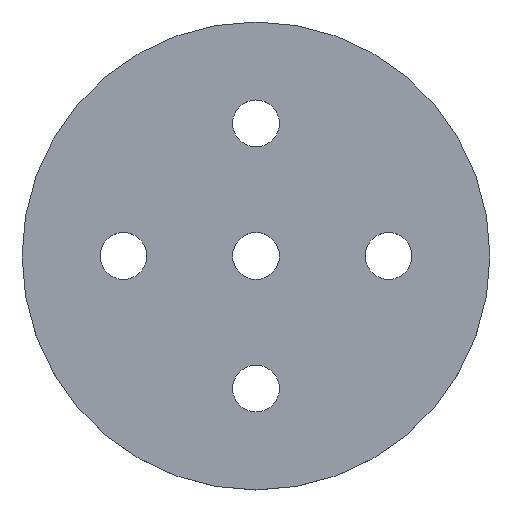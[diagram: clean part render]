
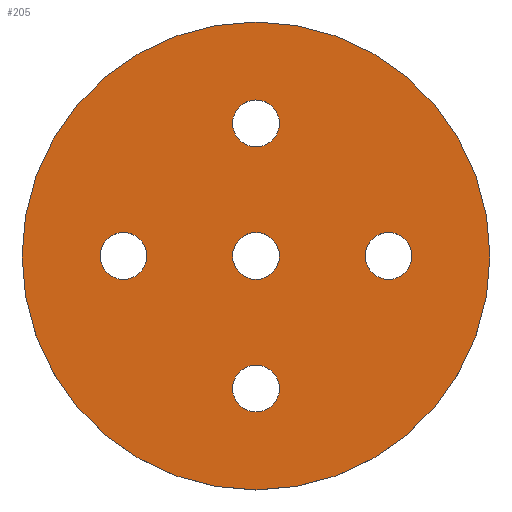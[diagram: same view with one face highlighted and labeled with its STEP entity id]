
A CAD part, top view. The second image highlights one B-rep face of the part: STEP entity #205.
In plain terms, the highlighted planar face has unit normal (0, 0, 1).
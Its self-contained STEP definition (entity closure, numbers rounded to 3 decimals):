
#17=FACE_BOUND('',#56,.T.);
#18=FACE_BOUND('',#57,.T.);
#19=FACE_BOUND('',#58,.T.);
#20=FACE_BOUND('',#59,.T.);
#21=FACE_BOUND('',#60,.T.);
#29=PLANE('',#247);
#41=FACE_OUTER_BOUND('',#55,.T.);
#55=EDGE_LOOP('',(#175));
#56=EDGE_LOOP('',(#176));
#57=EDGE_LOOP('',(#177));
#58=EDGE_LOOP('',(#178));
#59=EDGE_LOOP('',(#179));
#60=EDGE_LOOP('',(#180));
#86=CIRCLE('',#227,1.2);
#88=CIRCLE('',#230,1.2);
#90=CIRCLE('',#233,1.2);
#92=CIRCLE('',#236,1.2);
#94=CIRCLE('',#239,1.2);
#97=CIRCLE('',#245,12.);
#102=VERTEX_POINT('',#326);
#104=VERTEX_POINT('',#332);
#106=VERTEX_POINT('',#338);
#108=VERTEX_POINT('',#344);
#110=VERTEX_POINT('',#350);
#113=VERTEX_POINT('',#361);
#119=EDGE_CURVE('',#102,#102,#86,.T.);
#122=EDGE_CURVE('',#104,#104,#88,.T.);
#125=EDGE_CURVE('',#106,#106,#90,.T.);
#128=EDGE_CURVE('',#108,#108,#92,.T.);
#131=EDGE_CURVE('',#110,#110,#94,.T.);
#136=EDGE_CURVE('',#113,#113,#97,.T.);
#175=ORIENTED_EDGE('',*,*,#136,.T.);
#176=ORIENTED_EDGE('',*,*,#119,.T.);
#177=ORIENTED_EDGE('',*,*,#122,.T.);
#178=ORIENTED_EDGE('',*,*,#125,.T.);
#179=ORIENTED_EDGE('',*,*,#128,.T.);
#180=ORIENTED_EDGE('',*,*,#131,.T.);
#205=ADVANCED_FACE('',(#41,#17,#18,#19,#20,#21),#29,.T.);
#227=AXIS2_PLACEMENT_3D('',#327,#264,#265);
#230=AXIS2_PLACEMENT_3D('',#333,#271,#272);
#233=AXIS2_PLACEMENT_3D('',#339,#278,#279);
#236=AXIS2_PLACEMENT_3D('',#345,#285,#286);
#239=AXIS2_PLACEMENT_3D('',#351,#292,#293);
#245=AXIS2_PLACEMENT_3D('',#362,#306,#307);
#247=AXIS2_PLACEMENT_3D('',#366,#311,#312);
#264=DIRECTION('center_axis',(0.,0.,-1.));
#265=DIRECTION('ref_axis',(-1.,0.,0.));
#271=DIRECTION('center_axis',(0.,0.,-1.));
#272=DIRECTION('ref_axis',(-1.,0.,0.));
#278=DIRECTION('center_axis',(0.,0.,-1.));
#279=DIRECTION('ref_axis',(-1.,0.,0.));
#285=DIRECTION('center_axis',(0.,0.,-1.));
#286=DIRECTION('ref_axis',(-1.,0.,0.));
#292=DIRECTION('center_axis',(0.,0.,-1.));
#293=DIRECTION('ref_axis',(-1.,0.,0.));
#306=DIRECTION('center_axis',(0.,0.,1.));
#307=DIRECTION('ref_axis',(1.,0.,0.));
#311=DIRECTION('center_axis',(0.,0.,1.));
#312=DIRECTION('ref_axis',(1.,0.,0.));
#326=CARTESIAN_POINT('',(1.2,6.8,1.6));
#327=CARTESIAN_POINT('Origin',(0.,6.8,1.6));
#332=CARTESIAN_POINT('',(8.,0.,1.6));
#333=CARTESIAN_POINT('Origin',(6.8,0.,1.6));
#338=CARTESIAN_POINT('',(-5.6,0.,1.6));
#339=CARTESIAN_POINT('Origin',(-6.8,0.,1.6));
#344=CARTESIAN_POINT('',(1.2,-6.8,1.6));
#345=CARTESIAN_POINT('Origin',(0.,-6.8,1.6));
#350=CARTESIAN_POINT('',(1.2,0.,1.6));
#351=CARTESIAN_POINT('Origin',(0.,0.,1.6));
#361=CARTESIAN_POINT('',(-12.,0.,1.6));
#362=CARTESIAN_POINT('Origin',(0.,0.,1.6));
#366=CARTESIAN_POINT('Origin',(0.,0.,1.6));
